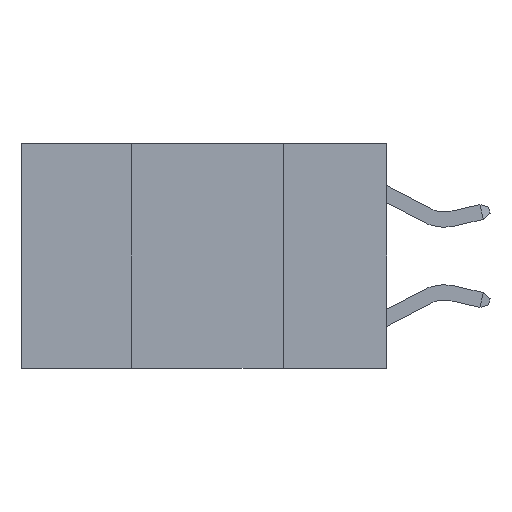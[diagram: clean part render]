
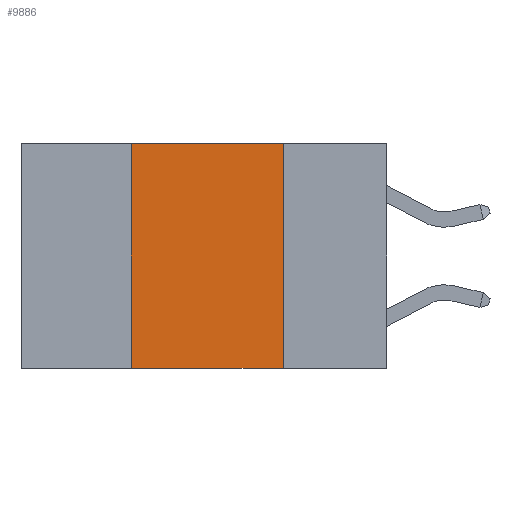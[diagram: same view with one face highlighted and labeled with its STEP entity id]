
A CAD part, left-side view. The second image highlights one B-rep face of the part: STEP entity #9886.
In plain terms, the highlighted planar face has unit normal (-1, 0, 0).
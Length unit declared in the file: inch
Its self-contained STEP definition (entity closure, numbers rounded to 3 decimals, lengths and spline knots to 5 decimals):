
#123 = DIRECTION ( 'NONE',  ( 0., 0., -1. ) ) ;
#347 = CARTESIAN_POINT ( 'NONE',  ( 0., 0.17, 0. ) ) ;
#692 = DIRECTION ( 'NONE',  ( 1., 0., 0. ) ) ;
#1764 = CARTESIAN_POINT ( 'NONE',  ( 0., 0.6, -0.37 ) ) ;
#2007 = VERTEX_POINT ( 'NONE', #10683 ) ;
#2156 = CARTESIAN_POINT ( 'NONE',  ( 0., 0.17, -0.37 ) ) ;
#2329 = VERTEX_POINT ( 'NONE', #9432 ) ;
#2382 = VECTOR ( 'NONE', #123, 39.37008 ) ;
#2797 = EDGE_LOOP ( 'NONE', ( #4887, #8045, #10178, #8569 ) ) ;
#3490 = VERTEX_POINT ( 'NONE', #7339 ) ;
#3526 = VERTEX_POINT ( 'NONE', #2156 ) ;
#3598 = EDGE_CURVE ( 'NONE', #2329, #3490, #8568, .T. ) ;
#4389 = VECTOR ( 'NONE', #7626, 39.37008 ) ;
#4887 = ORIENTED_EDGE ( 'NONE', *, *, #7867, .F. ) ;
#5088 = DIRECTION ( 'NONE',  ( 0., -1., 0. ) ) ;
#5146 = CARTESIAN_POINT ( 'NONE',  ( 0., 0.6, 0. ) ) ;
#5151 = FACE_OUTER_BOUND ( 'NONE', #2797, .T. ) ;
#6020 = AXIS2_PLACEMENT_3D ( 'NONE', #6051, #692, #9453 ) ;
#6051 = CARTESIAN_POINT ( 'NONE',  ( 0., 0.6, 0. ) ) ;
#6799 = LINE ( 'NONE', #1764, #4389 ) ;
#7339 = CARTESIAN_POINT ( 'NONE',  ( 0., 0.17, 0. ) ) ;
#7626 = DIRECTION ( 'NONE',  ( 0., -1., 0. ) ) ;
#7867 = EDGE_CURVE ( 'NONE', #3490, #3526, #10481, .T. ) ;
#8045 = ORIENTED_EDGE ( 'NONE', *, *, #3598, .F. ) ;
#8468 = VECTOR ( 'NONE', #5088, 39.37008 ) ;
#8568 = LINE ( 'NONE', #5146, #8468 ) ;
#8569 = ORIENTED_EDGE ( 'NONE', *, *, #9904, .T. ) ;
#8641 = LINE ( 'NONE', #9627, #9162 ) ;
#9162 = VECTOR ( 'NONE', #10297, 39.37008 ) ;
#9432 = CARTESIAN_POINT ( 'NONE',  ( 0., 0.42, 0. ) ) ;
#9453 = DIRECTION ( 'NONE',  ( 0., 0., -1. ) ) ;
#9627 = CARTESIAN_POINT ( 'NONE',  ( 0., 0.42, 0. ) ) ;
#9886 = ADVANCED_FACE ( 'NONE', ( #5151 ), #11093, .F. ) ;
#9904 = EDGE_CURVE ( 'NONE', #2007, #3526, #6799, .T. ) ;
#10178 = ORIENTED_EDGE ( 'NONE', *, *, #10854, .F. ) ;
#10297 = DIRECTION ( 'NONE',  ( 0., 0., 1. ) ) ;
#10481 = LINE ( 'NONE', #347, #2382 ) ;
#10683 = CARTESIAN_POINT ( 'NONE',  ( 0., 0.42, -0.37 ) ) ;
#10854 = EDGE_CURVE ( 'NONE', #2007, #2329, #8641, .T. ) ;
#11093 = PLANE ( 'NONE',  #6020 ) ;
